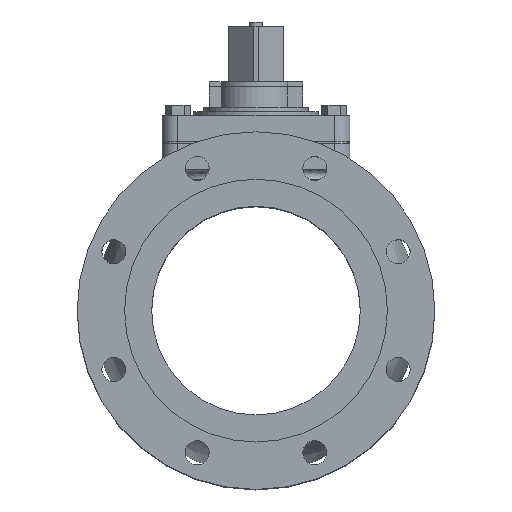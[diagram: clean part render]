
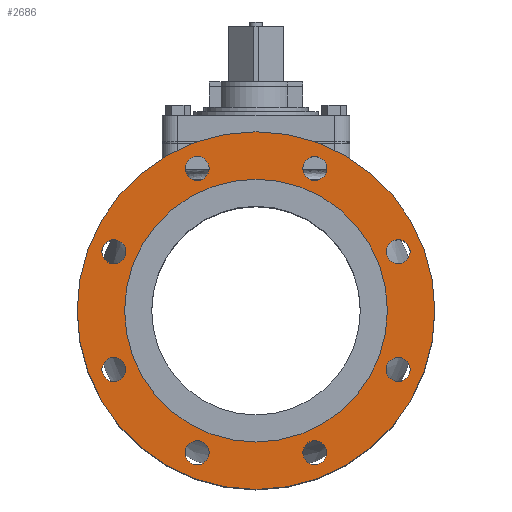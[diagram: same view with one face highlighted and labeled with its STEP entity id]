
A CAD part, top view. The second image highlights one B-rep face of the part: STEP entity #2686.
In plain terms, the highlighted planar face has unit normal (0, 0, 1).
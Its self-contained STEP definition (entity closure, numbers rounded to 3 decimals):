
#48=FACE_BOUND('',#448,.T.);
#49=FACE_BOUND('',#449,.T.);
#50=FACE_BOUND('',#450,.T.);
#51=FACE_BOUND('',#451,.T.);
#52=FACE_BOUND('',#452,.T.);
#53=FACE_BOUND('',#453,.T.);
#54=FACE_BOUND('',#454,.T.);
#55=FACE_BOUND('',#455,.T.);
#56=FACE_BOUND('',#456,.T.);
#163=PLANE('',#2977);
#294=FACE_OUTER_BOUND('',#447,.T.);
#447=EDGE_LOOP('',(#2411,#2412));
#448=EDGE_LOOP('',(#2413,#2414));
#449=EDGE_LOOP('',(#2415,#2416));
#450=EDGE_LOOP('',(#2417,#2418));
#451=EDGE_LOOP('',(#2419,#2420));
#452=EDGE_LOOP('',(#2421,#2422));
#453=EDGE_LOOP('',(#2423,#2424));
#454=EDGE_LOOP('',(#2425,#2426));
#455=EDGE_LOOP('',(#2427,#2428));
#456=EDGE_LOOP('',(#2429,#2430));
#959=CIRCLE('',#2749,11.5);
#960=CIRCLE('',#2750,11.5);
#962=CIRCLE('',#2753,11.5);
#963=CIRCLE('',#2754,11.5);
#965=CIRCLE('',#2757,11.5);
#966=CIRCLE('',#2758,11.5);
#968=CIRCLE('',#2761,11.5);
#969=CIRCLE('',#2762,11.5);
#971=CIRCLE('',#2765,11.5);
#972=CIRCLE('',#2766,11.5);
#974=CIRCLE('',#2769,11.5);
#975=CIRCLE('',#2770,11.5);
#977=CIRCLE('',#2773,11.5);
#978=CIRCLE('',#2774,11.5);
#980=CIRCLE('',#2777,11.5);
#981=CIRCLE('',#2778,11.5);
#1070=CIRCLE('',#2975,126.);
#1071=CIRCLE('',#2976,126.);
#1072=CIRCLE('',#2978,171.5);
#1073=CIRCLE('',#2979,171.5);
#1114=VERTEX_POINT('',#3868);
#1115=VERTEX_POINT('',#3869);
#1117=VERTEX_POINT('',#3876);
#1118=VERTEX_POINT('',#3877);
#1120=VERTEX_POINT('',#3884);
#1121=VERTEX_POINT('',#3885);
#1123=VERTEX_POINT('',#3892);
#1124=VERTEX_POINT('',#3893);
#1126=VERTEX_POINT('',#3900);
#1127=VERTEX_POINT('',#3901);
#1129=VERTEX_POINT('',#3908);
#1130=VERTEX_POINT('',#3909);
#1132=VERTEX_POINT('',#3916);
#1133=VERTEX_POINT('',#3917);
#1135=VERTEX_POINT('',#3924);
#1136=VERTEX_POINT('',#3925);
#1342=VERTEX_POINT('',#4949);
#1343=VERTEX_POINT('',#4950);
#1344=VERTEX_POINT('',#4955);
#1345=VERTEX_POINT('',#4956);
#1393=EDGE_CURVE('',#1114,#1115,#959,.T.);
#1394=EDGE_CURVE('',#1115,#1114,#960,.T.);
#1397=EDGE_CURVE('',#1117,#1118,#962,.T.);
#1398=EDGE_CURVE('',#1118,#1117,#963,.T.);
#1401=EDGE_CURVE('',#1120,#1121,#965,.T.);
#1402=EDGE_CURVE('',#1121,#1120,#966,.T.);
#1405=EDGE_CURVE('',#1123,#1124,#968,.T.);
#1406=EDGE_CURVE('',#1124,#1123,#969,.T.);
#1409=EDGE_CURVE('',#1126,#1127,#971,.T.);
#1410=EDGE_CURVE('',#1127,#1126,#972,.T.);
#1413=EDGE_CURVE('',#1129,#1130,#974,.T.);
#1414=EDGE_CURVE('',#1130,#1129,#975,.T.);
#1417=EDGE_CURVE('',#1132,#1133,#977,.T.);
#1418=EDGE_CURVE('',#1133,#1132,#978,.T.);
#1421=EDGE_CURVE('',#1135,#1136,#980,.T.);
#1422=EDGE_CURVE('',#1136,#1135,#981,.T.);
#1720=EDGE_CURVE('',#1342,#1343,#1070,.T.);
#1721=EDGE_CURVE('',#1343,#1342,#1071,.T.);
#1723=EDGE_CURVE('',#1344,#1345,#1072,.T.);
#1724=EDGE_CURVE('',#1345,#1344,#1073,.T.);
#2411=ORIENTED_EDGE('',*,*,#1723,.F.);
#2412=ORIENTED_EDGE('',*,*,#1724,.F.);
#2413=ORIENTED_EDGE('',*,*,#1393,.T.);
#2414=ORIENTED_EDGE('',*,*,#1394,.T.);
#2415=ORIENTED_EDGE('',*,*,#1397,.T.);
#2416=ORIENTED_EDGE('',*,*,#1398,.T.);
#2417=ORIENTED_EDGE('',*,*,#1401,.T.);
#2418=ORIENTED_EDGE('',*,*,#1402,.T.);
#2419=ORIENTED_EDGE('',*,*,#1405,.T.);
#2420=ORIENTED_EDGE('',*,*,#1406,.T.);
#2421=ORIENTED_EDGE('',*,*,#1409,.T.);
#2422=ORIENTED_EDGE('',*,*,#1410,.T.);
#2423=ORIENTED_EDGE('',*,*,#1413,.T.);
#2424=ORIENTED_EDGE('',*,*,#1414,.T.);
#2425=ORIENTED_EDGE('',*,*,#1417,.T.);
#2426=ORIENTED_EDGE('',*,*,#1418,.T.);
#2427=ORIENTED_EDGE('',*,*,#1421,.T.);
#2428=ORIENTED_EDGE('',*,*,#1422,.T.);
#2429=ORIENTED_EDGE('',*,*,#1720,.T.);
#2430=ORIENTED_EDGE('',*,*,#1721,.T.);
#2686=ADVANCED_FACE('',(#294,#48,#49,#50,#51,#52,#53,#54,#55,#56),#163,
 .T.);
#2749=AXIS2_PLACEMENT_3D('',#3870,#3080,#3081);
#2750=AXIS2_PLACEMENT_3D('',#3871,#3082,#3083);
#2753=AXIS2_PLACEMENT_3D('',#3878,#3089,#3090);
#2754=AXIS2_PLACEMENT_3D('',#3879,#3091,#3092);
#2757=AXIS2_PLACEMENT_3D('',#3886,#3098,#3099);
#2758=AXIS2_PLACEMENT_3D('',#3887,#3100,#3101);
#2761=AXIS2_PLACEMENT_3D('',#3894,#3107,#3108);
#2762=AXIS2_PLACEMENT_3D('',#3895,#3109,#3110);
#2765=AXIS2_PLACEMENT_3D('',#3902,#3116,#3117);
#2766=AXIS2_PLACEMENT_3D('',#3903,#3118,#3119);
#2769=AXIS2_PLACEMENT_3D('',#3910,#3125,#3126);
#2770=AXIS2_PLACEMENT_3D('',#3911,#3127,#3128);
#2773=AXIS2_PLACEMENT_3D('',#3918,#3134,#3135);
#2774=AXIS2_PLACEMENT_3D('',#3919,#3136,#3137);
#2777=AXIS2_PLACEMENT_3D('',#3926,#3143,#3144);
#2778=AXIS2_PLACEMENT_3D('',#3927,#3145,#3146);
#2975=AXIS2_PLACEMENT_3D('',#4951,#3739,#3740);
#2976=AXIS2_PLACEMENT_3D('',#4952,#3741,#3742);
#2977=AXIS2_PLACEMENT_3D('',#4954,#3744,#3745);
#2978=AXIS2_PLACEMENT_3D('',#4957,#3746,#3747);
#2979=AXIS2_PLACEMENT_3D('',#4958,#3748,#3749);
#3080=DIRECTION('center_axis',(0.,0.,-1.));
#3081=DIRECTION('ref_axis',(0.707,0.707,0.));
#3082=DIRECTION('center_axis',(0.,0.,-1.));
#3083=DIRECTION('ref_axis',(0.707,0.707,0.));
#3089=DIRECTION('center_axis',(0.,0.,-1.));
#3090=DIRECTION('ref_axis',(0.,1.,0.));
#3091=DIRECTION('center_axis',(0.,0.,-1.));
#3092=DIRECTION('ref_axis',(0.,1.,0.));
#3098=DIRECTION('center_axis',(0.,0.,-1.));
#3099=DIRECTION('ref_axis',(-0.707,0.707,0.));
#3100=DIRECTION('center_axis',(0.,0.,-1.));
#3101=DIRECTION('ref_axis',(-0.707,0.707,0.));
#3107=DIRECTION('center_axis',(0.,0.,-1.));
#3108=DIRECTION('ref_axis',(-1.,0.,0.));
#3109=DIRECTION('center_axis',(0.,0.,-1.));
#3110=DIRECTION('ref_axis',(-1.,0.,0.));
#3116=DIRECTION('center_axis',(0.,0.,-1.));
#3117=DIRECTION('ref_axis',(-0.707,-0.707,0.));
#3118=DIRECTION('center_axis',(0.,0.,-1.));
#3119=DIRECTION('ref_axis',(-0.707,-0.707,0.));
#3125=DIRECTION('center_axis',(0.,0.,-1.));
#3126=DIRECTION('ref_axis',(0.,-1.,0.));
#3127=DIRECTION('center_axis',(0.,0.,-1.));
#3128=DIRECTION('ref_axis',(0.,-1.,0.));
#3134=DIRECTION('center_axis',(0.,0.,-1.));
#3135=DIRECTION('ref_axis',(0.707,-0.707,0.));
#3136=DIRECTION('center_axis',(0.,0.,-1.));
#3137=DIRECTION('ref_axis',(0.707,-0.707,0.));
#3143=DIRECTION('center_axis',(0.,0.,-1.));
#3144=DIRECTION('ref_axis',(1.,0.,0.));
#3145=DIRECTION('center_axis',(0.,0.,-1.));
#3146=DIRECTION('ref_axis',(1.,0.,0.));
#3739=DIRECTION('center_axis',(0.,0.,-1.));
#3740=DIRECTION('ref_axis',(1.,0.,0.));
#3741=DIRECTION('center_axis',(0.,0.,-1.));
#3742=DIRECTION('ref_axis',(1.,0.,0.));
#3744=DIRECTION('center_axis',(0.,0.,1.));
#3745=DIRECTION('ref_axis',(1.,0.,0.));
#3746=DIRECTION('center_axis',(0.,0.,-1.));
#3747=DIRECTION('ref_axis',(1.,0.,0.));
#3748=DIRECTION('center_axis',(0.,0.,-1.));
#3749=DIRECTION('ref_axis',(1.,0.,0.));
#3868=CARTESIAN_POINT('',(-48.314,144.404,144.5));
#3869=CARTESIAN_POINT('',(-64.578,128.141,144.5));
#3870=CARTESIAN_POINT('Origin',(-56.446,136.272,144.5));
#3871=CARTESIAN_POINT('Origin',(-56.446,136.272,144.5));
#3876=CARTESIAN_POINT('',(-136.272,67.946,144.5));
#3877=CARTESIAN_POINT('',(-136.272,44.946,144.5));
#3878=CARTESIAN_POINT('Origin',(-136.272,56.446,144.5));
#3879=CARTESIAN_POINT('Origin',(-136.272,56.446,144.5));
#3884=CARTESIAN_POINT('',(-144.404,-48.314,144.5));
#3885=CARTESIAN_POINT('',(-128.141,-64.578,144.5));
#3886=CARTESIAN_POINT('Origin',(-136.272,-56.446,144.5));
#3887=CARTESIAN_POINT('Origin',(-136.272,-56.446,144.5));
#3892=CARTESIAN_POINT('',(-67.946,-136.272,144.5));
#3893=CARTESIAN_POINT('',(-44.946,-136.272,144.5));
#3894=CARTESIAN_POINT('Origin',(-56.446,-136.272,144.5));
#3895=CARTESIAN_POINT('Origin',(-56.446,-136.272,144.5));
#3900=CARTESIAN_POINT('',(48.314,-144.404,144.5));
#3901=CARTESIAN_POINT('',(64.578,-128.141,144.5));
#3902=CARTESIAN_POINT('Origin',(56.446,-136.272,144.5));
#3903=CARTESIAN_POINT('Origin',(56.446,-136.272,144.5));
#3908=CARTESIAN_POINT('',(136.272,-67.946,144.5));
#3909=CARTESIAN_POINT('',(136.272,-44.946,144.5));
#3910=CARTESIAN_POINT('Origin',(136.272,-56.446,144.5));
#3911=CARTESIAN_POINT('Origin',(136.272,-56.446,144.5));
#3916=CARTESIAN_POINT('',(144.404,48.314,144.5));
#3917=CARTESIAN_POINT('',(128.141,64.578,144.5));
#3918=CARTESIAN_POINT('Origin',(136.272,56.446,144.5));
#3919=CARTESIAN_POINT('Origin',(136.272,56.446,144.5));
#3924=CARTESIAN_POINT('',(67.946,136.272,144.5));
#3925=CARTESIAN_POINT('',(44.946,136.272,144.5));
#3926=CARTESIAN_POINT('Origin',(56.446,136.272,144.5));
#3927=CARTESIAN_POINT('Origin',(56.446,136.272,144.5));
#4949=CARTESIAN_POINT('',(0.,126.,144.5));
#4950=CARTESIAN_POINT('',(0.,-126.,144.5));
#4951=CARTESIAN_POINT('Origin',(0.,0.,144.5));
#4952=CARTESIAN_POINT('Origin',(0.,0.,144.5));
#4954=CARTESIAN_POINT('Origin',(0.,171.5,144.5));
#4955=CARTESIAN_POINT('',(0.,171.5,144.5));
#4956=CARTESIAN_POINT('',(0.,-171.5,144.5));
#4957=CARTESIAN_POINT('Origin',(0.,0.,144.5));
#4958=CARTESIAN_POINT('Origin',(0.,0.,144.5));
